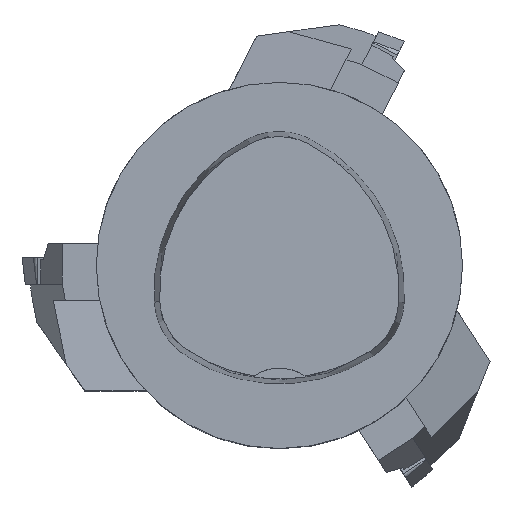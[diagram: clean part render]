
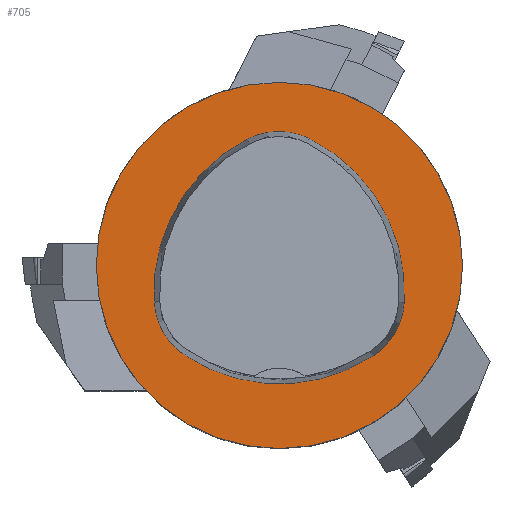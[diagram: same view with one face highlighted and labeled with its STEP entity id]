
A CAD part, top view. The second image highlights one B-rep face of the part: STEP entity #705.
In plain terms, the highlighted planar face has unit normal (0, 0, 1).
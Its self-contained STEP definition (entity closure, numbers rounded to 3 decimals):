
#190=PLANE('',#2175);
#705=ADVANCED_FACE('',(#825,#826),#190,.T.);
#825=FACE_BOUND('',#899,.T.);
#826=FACE_BOUND('',#900,.T.);
#899=EDGE_LOOP('',(#1200,#1201,#1202,#1203,#1204,#1205));
#900=EDGE_LOOP('',(#1206));
#1200=ORIENTED_EDGE('',*,*,#1781,.T.);
#1201=ORIENTED_EDGE('',*,*,#1761,.T.);
#1202=ORIENTED_EDGE('',*,*,#1765,.T.);
#1203=ORIENTED_EDGE('',*,*,#1768,.T.);
#1204=ORIENTED_EDGE('',*,*,#1771,.T.);
#1205=ORIENTED_EDGE('',*,*,#1779,.T.);
#1206=ORIENTED_EDGE('',*,*,#1752,.F.);
#1551=VERTEX_POINT('',#3102);
#1560=VERTEX_POINT('',#3121);
#1561=VERTEX_POINT('',#3122);
#1564=VERTEX_POINT('',#3130);
#1566=VERTEX_POINT('',#3136);
#1568=VERTEX_POINT('',#3142);
#1575=VERTEX_POINT('',#3163);
#1752=EDGE_CURVE('',#1551,#1551,#1925,.T.);
#1761=EDGE_CURVE('',#1560,#1561,#1926,.T.);
#1765=EDGE_CURVE('',#1561,#1564,#1928,.T.);
#1768=EDGE_CURVE('',#1564,#1566,#1930,.T.);
#1771=EDGE_CURVE('',#1566,#1568,#1932,.T.);
#1779=EDGE_CURVE('',#1568,#1575,#1936,.T.);
#1781=EDGE_CURVE('',#1575,#1560,#1938,.T.);
#1925=CIRCLE('',#2147,16.);
#1926=CIRCLE('',#2153,15.);
#1928=CIRCLE('',#2156,6.);
#1930=CIRCLE('',#2159,15.);
#1932=CIRCLE('',#2162,6.);
#1936=CIRCLE('',#2167,15.);
#1938=CIRCLE('',#2170,6.);
#2147=AXIS2_PLACEMENT_3D('',#3101,#2468,#2469);
#2153=AXIS2_PLACEMENT_3D('',#3120,#2484,#2485);
#2156=AXIS2_PLACEMENT_3D('',#3129,#2492,#2493);
#2159=AXIS2_PLACEMENT_3D('',#3135,#2499,#2500);
#2162=AXIS2_PLACEMENT_3D('',#3141,#2506,#2507);
#2167=AXIS2_PLACEMENT_3D('',#3164,#2518,#2519);
#2170=AXIS2_PLACEMENT_3D('',#3167,#2524,#2525);
#2175=AXIS2_PLACEMENT_3D('',#3172,#2534,#2535);
#2468=DIRECTION('',(0.,0.,-1.));
#2469=DIRECTION('',(-1.,0.,0.));
#2484=DIRECTION('',(0.,0.,-1.));
#2485=DIRECTION('',(-1.,0.,0.));
#2492=DIRECTION('',(0.,0.,-1.));
#2493=DIRECTION('',(-1.,0.,0.));
#2499=DIRECTION('',(0.,0.,-1.));
#2500=DIRECTION('',(-1.,0.,0.));
#2506=DIRECTION('',(0.,0.,-1.));
#2507=DIRECTION('',(-1.,0.,0.));
#2518=DIRECTION('',(0.,0.,-1.));
#2519=DIRECTION('',(-1.,0.,0.));
#2524=DIRECTION('',(0.,0.,-1.));
#2525=DIRECTION('',(-1.,0.,0.));
#2534=DIRECTION('',(0.,0.,1.));
#2535=DIRECTION('',(1.,0.,0.));
#3101=CARTESIAN_POINT('',(0.,0.,0.));
#3102=CARTESIAN_POINT('',(-16.,0.,0.));
#3120=CARTESIAN_POINT('',(4.048,-2.316,0.));
#3121=CARTESIAN_POINT('',(-10.926,-3.206,0.));
#3122=CARTESIAN_POINT('',(-2.774,11.043,0.));
#3129=CARTESIAN_POINT('',(-0.045,5.7,0.));
#3130=CARTESIAN_POINT('',(2.638,11.066,0.));
#3135=CARTESIAN_POINT('',(-4.07,-2.35,0.));
#3136=CARTESIAN_POINT('',(10.903,-3.249,0.));
#3141=CARTESIAN_POINT('',(4.914,-2.889,0.));
#3142=CARTESIAN_POINT('',(8.177,-7.924,0.));
#3163=CARTESIAN_POINT('',(-8.24,-7.859,0.));
#3164=CARTESIAN_POINT('',(0.019,4.663,0.));
#3167=CARTESIAN_POINT('',(-4.936,-2.85,0.));
#3172=CARTESIAN_POINT('',(0.,0.,0.));
